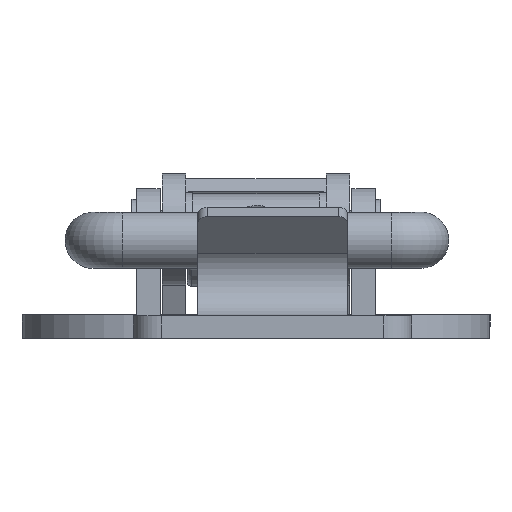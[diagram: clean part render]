
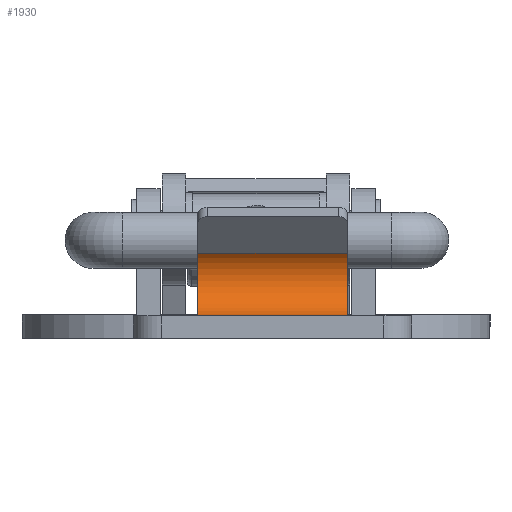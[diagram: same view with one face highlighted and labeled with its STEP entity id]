
A CAD part, left-side view. The second image highlights one B-rep face of the part: STEP entity #1930.
In plain terms, the highlighted cylindrical face has radius 4 mm (diameter 8 mm), a partial arc.
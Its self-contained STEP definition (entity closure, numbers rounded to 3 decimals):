
#322=FACE_OUTER_BOUND('',#512,.T.);
#512=EDGE_LOOP('',(#1748,#1749,#1750,#1751));
#624=LINE('',#3744,#738);
#628=LINE('',#3752,#742);
#738=VECTOR('',#2755,16.);
#742=VECTOR('',#2767,16.);
#841=CIRCLE('',#2142,4.);
#842=CIRCLE('',#2148,4.);
#1008=VERTEX_POINT('',#3669);
#1009=VERTEX_POINT('',#3671);
#1015=VERTEX_POINT('',#3689);
#1016=VERTEX_POINT('',#3691);
#1236=EDGE_CURVE('',#1009,#1008,#841,.T.);
#1246=EDGE_CURVE('',#1016,#1015,#842,.T.);
#1271=EDGE_CURVE('',#1015,#1009,#624,.T.);
#1275=EDGE_CURVE('',#1016,#1008,#628,.T.);
#1748=ORIENTED_EDGE('',*,*,#1246,.T.);
#1749=ORIENTED_EDGE('',*,*,#1271,.T.);
#1750=ORIENTED_EDGE('',*,*,#1236,.T.);
#1751=ORIENTED_EDGE('',*,*,#1275,.F.);
#1812=CYLINDRICAL_SURFACE('',#2173,4.);
#1930=ADVANCED_FACE('',(#322),#1812,.F.);
#2142=AXIS2_PLACEMENT_3D('',#3672,#2679,#2680);
#2148=AXIS2_PLACEMENT_3D('',#3692,#2698,#2699);
#2173=AXIS2_PLACEMENT_3D('',#3751,#2765,#2766);
#2679=DIRECTION('center_axis',(0.,0.,-1.));
#2680=DIRECTION('ref_axis',(1.,0.,0.));
#2698=DIRECTION('center_axis',(0.,0.,1.));
#2699=DIRECTION('ref_axis',(1.,0.,0.));
#2755=DIRECTION('',(0.,0.,-1.));
#2765=DIRECTION('center_axis',(0.,0.,-1.));
#2766=DIRECTION('ref_axis',(1.,0.,0.));
#2767=DIRECTION('',(0.,0.,-1.));
#3669=CARTESIAN_POINT('',(-7.,2.445,8.5));
#3671=CARTESIAN_POINT('',(-3.442,9.093,8.5));
#3672=CARTESIAN_POINT('Origin',(-6.4,6.4,8.5));
#3689=CARTESIAN_POINT('',(-3.442,9.093,24.5));
#3691=CARTESIAN_POINT('',(-7.,2.445,24.5));
#3692=CARTESIAN_POINT('Origin',(-6.4,6.4,24.5));
#3744=CARTESIAN_POINT('',(-3.442,9.093,33.));
#3751=CARTESIAN_POINT('Origin',(-6.4,6.4,33.));
#3752=CARTESIAN_POINT('',(-7.,2.445,33.));
